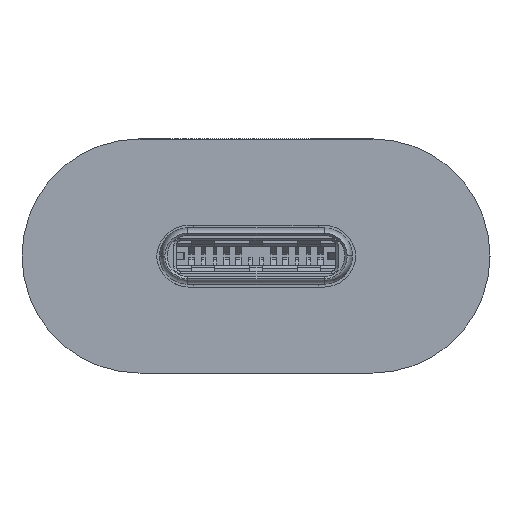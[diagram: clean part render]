
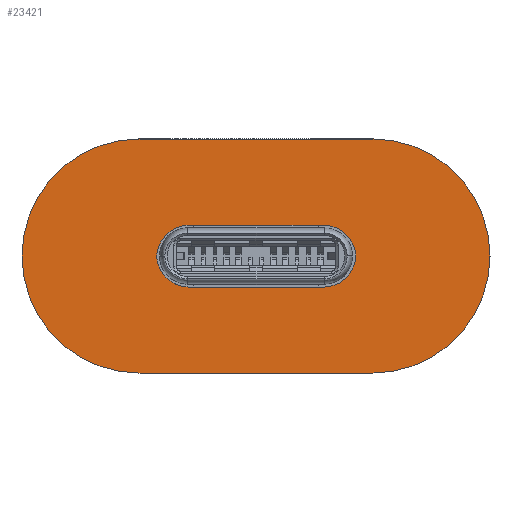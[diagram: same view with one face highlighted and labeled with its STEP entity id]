
A CAD part, front view. The second image highlights one B-rep face of the part: STEP entity #23421.
In plain terms, the highlighted face is planar.
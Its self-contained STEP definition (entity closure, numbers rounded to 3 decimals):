
#1503=CIRCLE('',#24966,5.);
#1504=CIRCLE('',#24969,5.);
#1839=FACE_OUTER_BOUND('',#3259,.T.);
#3259=EDGE_LOOP('',(#15582,#15583,#15584,#15585));
#4713=LINE('',#32189,#7278);
#4716=LINE('',#32202,#7281);
#7278=VECTOR('',#26531,10.);
#7281=VECTOR('',#26546,10.);
#9837=VERTEX_POINT('',#32183);
#9839=VERTEX_POINT('',#32187);
#9842=VERTEX_POINT('',#32197);
#9843=VERTEX_POINT('',#32201);
#12107=EDGE_CURVE('',#9839,#9837,#4713,.T.);
#12111=EDGE_CURVE('',#9837,#9842,#1503,.T.);
#12113=EDGE_CURVE('',#9842,#9843,#4716,.T.);
#12115=EDGE_CURVE('',#9843,#9839,#1504,.T.);
#15582=ORIENTED_EDGE('',*,*,#12111,.F.);
#15583=ORIENTED_EDGE('',*,*,#12107,.F.);
#15584=ORIENTED_EDGE('',*,*,#12115,.F.);
#15585=ORIENTED_EDGE('',*,*,#12113,.F.);
#22438=PLANE('',#24970);
#23421=ADVANCED_FACE('',(#1839),#22438,.T.);
#24966=AXIS2_PLACEMENT_3D('',#32198,#26541,#26542);
#24969=AXIS2_PLACEMENT_3D('',#32205,#26550,#26551);
#24970=AXIS2_PLACEMENT_3D('',#32206,#26552,#26553);
#26531=DIRECTION('',(-1.,0.,0.));
#26541=DIRECTION('center_axis',(0.,0.,
-1.));
#26542=DIRECTION('ref_axis',(-0.707,0.707,0.));
#26546=DIRECTION('',(1.,0.,0.));
#26550=DIRECTION('center_axis',(0.,0.,
-1.));
#26551=DIRECTION('ref_axis',(0.707,-0.707,0.));
#26552=DIRECTION('center_axis',(0.,0.,
1.));
#26553=DIRECTION('ref_axis',(1.,0.,0.));
#32183=CARTESIAN_POINT('',(-5.,-5.,-8.873));
#32187=CARTESIAN_POINT('',(5.,-5.,-8.873));
#32189=CARTESIAN_POINT('',(-10.,-5.,-8.873));
#32197=CARTESIAN_POINT('',(-5.,5.,-8.873));
#32198=CARTESIAN_POINT('Origin',(-5.,0.,
-8.873));
#32201=CARTESIAN_POINT('',(5.,5.,-8.873));
#32202=CARTESIAN_POINT('',(-10.,5.,-8.873));
#32205=CARTESIAN_POINT('Origin',(5.,0.,
-8.873));
#32206=CARTESIAN_POINT('Origin',(-10.,0.,
-8.873));
